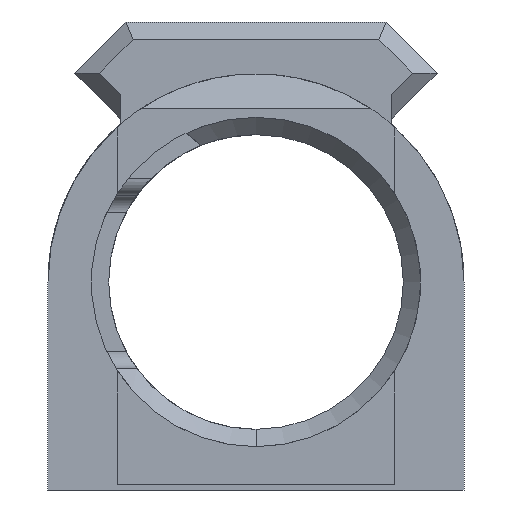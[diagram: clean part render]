
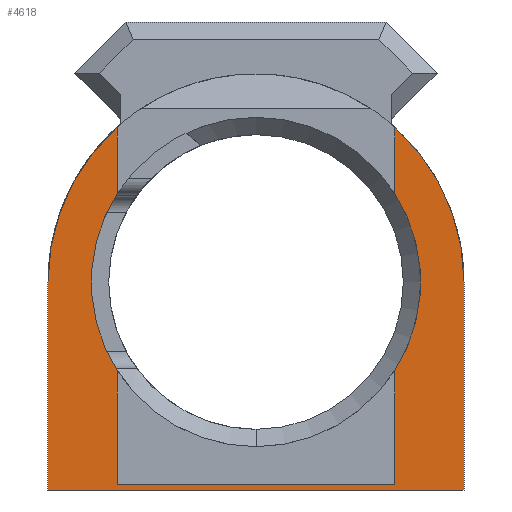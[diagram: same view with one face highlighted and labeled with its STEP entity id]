
A CAD part, front view. The second image highlights one B-rep face of the part: STEP entity #4618.
In plain terms, the highlighted planar face has unit normal (0, -1, 0).
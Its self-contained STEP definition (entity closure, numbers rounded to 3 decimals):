
#4452=CARTESIAN_POINT('',(8.,-116.946,-11.7));
#4453=VERTEX_POINT('',#4452);
#4454=CARTESIAN_POINT('',(-8.,-116.946,-11.7));
#4455=VERTEX_POINT('',#4454);
#4456=CARTESIAN_POINT('',(8.,-116.946,-11.7));
#4457=DIRECTION('',(-1.,0.,0.));
#4458=VECTOR('',#4457,16.);
#4459=LINE('',#4456,#4458);
#4460=EDGE_CURVE('',#4453,#4455,#4459,.T.);
#4520=CARTESIAN_POINT('',(0.,-116.946,0.));
#4521=DIRECTION('',(0.,-1.,0.));
#4522=DIRECTION('',(0.,0.,-1.));
#4523=AXIS2_PLACEMENT_3D('',#4520,#4521,#4522);
#4524=PLANE('',#4523);
#4525=CARTESIAN_POINT('',(12.,-116.946,-12.));
#4526=VERTEX_POINT('',#4525);
#4527=CARTESIAN_POINT('',(-12.,-116.946,-12.));
#4528=VERTEX_POINT('',#4527);
#4529=CARTESIAN_POINT('',(12.,-116.946,-12.));
#4530=DIRECTION('',(-1.,0.,0.));
#4531=VECTOR('',#4530,24.);
#4532=LINE('',#4529,#4531);
#4533=EDGE_CURVE('',#4526,#4528,#4532,.T.);
#4534=ORIENTED_EDGE('',*,*,#4533,.F.);
#4535=CARTESIAN_POINT('',(12.,-116.946,0.));
#4536=VERTEX_POINT('',#4535);
#4537=CARTESIAN_POINT('',(12.,-116.946,0.));
#4538=DIRECTION('',(0.,0.,-1.));
#4539=VECTOR('',#4538,12.);
#4540=LINE('',#4537,#4539);
#4541=EDGE_CURVE('',#4536,#4526,#4540,.T.);
#4542=ORIENTED_EDGE('',*,*,#4541,.F.);
#4543=CARTESIAN_POINT('',(8.,-116.946,8.944));
#4544=VERTEX_POINT('',#4543);
#4545=CARTESIAN_POINT('',(0.,-116.946,0.));
#4546=DIRECTION('',(-0.,1.,-0.));
#4547=DIRECTION('',(0.,0.,-1.));
#4548=AXIS2_PLACEMENT_3D('',#4545,#4546,#4547);
#4549=CIRCLE('',#4548,12.);
#4550=EDGE_CURVE('',#4544,#4536,#4549,.T.);
#4551=ORIENTED_EDGE('',*,*,#4550,.F.);
#4552=CARTESIAN_POINT('',(8.,-116.946,5.123));
#4553=VERTEX_POINT('',#4552);
#4554=CARTESIAN_POINT('',(8.,-116.946,8.944));
#4555=DIRECTION('',(0.,0.,-1.));
#4556=VECTOR('',#4555,3.821);
#4557=LINE('',#4554,#4556);
#4558=EDGE_CURVE('',#4544,#4553,#4557,.T.);
#4559=ORIENTED_EDGE('',*,*,#4558,.T.);
#4560=CARTESIAN_POINT('',(8.,-116.946,-5.123));
#4561=VERTEX_POINT('',#4560);
#4562=CARTESIAN_POINT('',(0.,-116.946,0.));
#4563=DIRECTION('',(-0.,1.,-0.));
#4564=DIRECTION('',(0.,0.,-1.));
#4565=AXIS2_PLACEMENT_3D('',#4562,#4563,#4564);
#4566=CIRCLE('',#4565,9.5);
#4567=EDGE_CURVE('',#4553,#4561,#4566,.T.);
#4568=ORIENTED_EDGE('',*,*,#4567,.T.);
#4569=CARTESIAN_POINT('',(8.,-116.946,-5.123));
#4570=DIRECTION('',(0.,0.,-1.));
#4571=VECTOR('',#4570,6.577);
#4572=LINE('',#4569,#4571);
#4573=EDGE_CURVE('',#4561,#4453,#4572,.T.);
#4574=ORIENTED_EDGE('',*,*,#4573,.T.);
#4575=ORIENTED_EDGE('',*,*,#4460,.T.);
#4576=CARTESIAN_POINT('',(-8.,-116.946,-5.123));
#4577=VERTEX_POINT('',#4576);
#4578=CARTESIAN_POINT('',(-8.,-116.946,-11.7));
#4579=DIRECTION('',(0.,0.,1.));
#4580=VECTOR('',#4579,6.577);
#4581=LINE('',#4578,#4580);
#4582=EDGE_CURVE('',#4455,#4577,#4581,.T.);
#4583=ORIENTED_EDGE('',*,*,#4582,.T.);
#4584=CARTESIAN_POINT('',(-8.,-116.946,5.123));
#4585=VERTEX_POINT('',#4584);
#4586=CARTESIAN_POINT('',(0.,-116.946,0.));
#4587=DIRECTION('',(-0.,1.,-0.));
#4588=DIRECTION('',(0.,0.,-1.));
#4589=AXIS2_PLACEMENT_3D('',#4586,#4587,#4588);
#4590=CIRCLE('',#4589,9.5);
#4591=EDGE_CURVE('',#4577,#4585,#4590,.T.);
#4592=ORIENTED_EDGE('',*,*,#4591,.T.);
#4593=CARTESIAN_POINT('',(-8.,-116.946,8.944));
#4594=VERTEX_POINT('',#4593);
#4595=CARTESIAN_POINT('',(-8.,-116.946,5.123));
#4596=DIRECTION('',(0.,0.,1.));
#4597=VECTOR('',#4596,3.821);
#4598=LINE('',#4595,#4597);
#4599=EDGE_CURVE('',#4585,#4594,#4598,.T.);
#4600=ORIENTED_EDGE('',*,*,#4599,.T.);
#4601=CARTESIAN_POINT('',(-12.,-116.946,0.));
#4602=VERTEX_POINT('',#4601);
#4603=CARTESIAN_POINT('',(0.,-116.946,0.));
#4604=DIRECTION('',(-0.,1.,-0.));
#4605=DIRECTION('',(0.,0.,-1.));
#4606=AXIS2_PLACEMENT_3D('',#4603,#4604,#4605);
#4607=CIRCLE('',#4606,12.);
#4608=EDGE_CURVE('',#4602,#4594,#4607,.T.);
#4609=ORIENTED_EDGE('',*,*,#4608,.F.);
#4610=CARTESIAN_POINT('',(-12.,-116.946,-12.));
#4611=DIRECTION('',(0.,0.,1.));
#4612=VECTOR('',#4611,12.);
#4613=LINE('',#4610,#4612);
#4614=EDGE_CURVE('',#4528,#4602,#4613,.T.);
#4615=ORIENTED_EDGE('',*,*,#4614,.F.);
#4616=EDGE_LOOP('',(#4534,#4542,#4551,#4559,#4568,#4574,#4575,#4583,#4592,#4600,#4609,#4615));
#4617=FACE_BOUND('',#4616,.T.);
#4618=ADVANCED_FACE('',(#4617),#4524,.T.);
